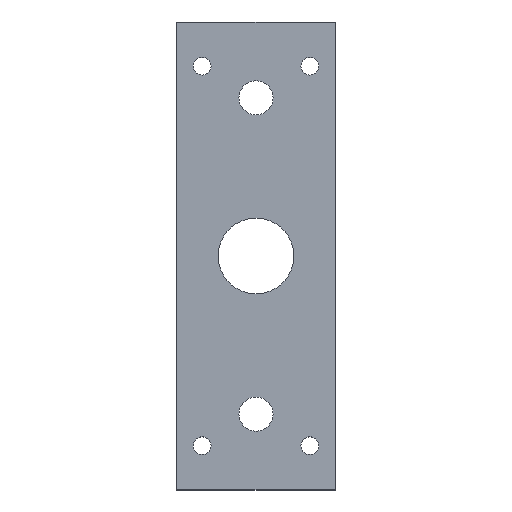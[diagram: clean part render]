
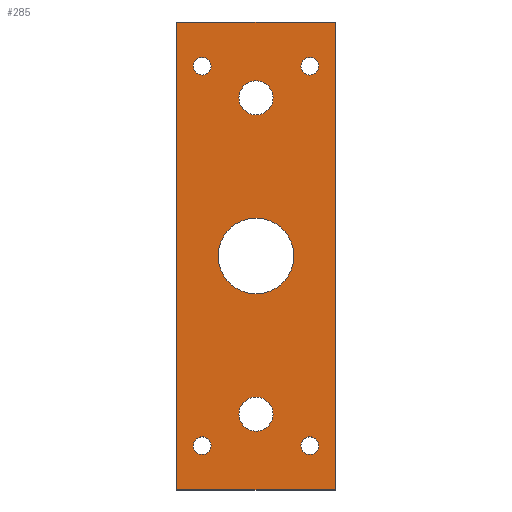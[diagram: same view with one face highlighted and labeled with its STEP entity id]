
A CAD part, top view. The second image highlights one B-rep face of the part: STEP entity #285.
In plain terms, the highlighted planar face has unit normal (0, 0, 1).
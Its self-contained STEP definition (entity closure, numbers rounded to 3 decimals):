
#34=FACE_BOUND('',#79,.T.);
#35=FACE_BOUND('',#80,.T.);
#36=FACE_BOUND('',#81,.T.);
#37=FACE_BOUND('',#82,.T.);
#38=FACE_BOUND('',#83,.T.);
#39=FACE_BOUND('',#84,.T.);
#40=FACE_BOUND('',#85,.T.);
#52=PLANE('',#332);
#65=FACE_OUTER_BOUND('',#78,.T.);
#78=EDGE_LOOP('',(#245,#246,#247,#248));
#79=EDGE_LOOP('',(#249));
#80=EDGE_LOOP('',(#250));
#81=EDGE_LOOP('',(#251));
#82=EDGE_LOOP('',(#252));
#83=EDGE_LOOP('',(#253));
#84=EDGE_LOOP('',(#254));
#85=EDGE_LOOP('',(#255));
#103=LINE('',#459,#122);
#106=LINE('',#465,#125);
#109=LINE('',#471,#128);
#112=LINE('',#475,#131);
#122=VECTOR('',#389,10.);
#125=VECTOR('',#394,10.);
#128=VECTOR('',#399,10.);
#131=VECTOR('',#404,10.);
#132=CIRCLE('',#308,6.);
#134=CIRCLE('',#311,2.7);
#136=CIRCLE('',#314,2.7);
#138=CIRCLE('',#317,1.4);
#140=CIRCLE('',#320,1.4);
#142=CIRCLE('',#323,1.4);
#144=CIRCLE('',#326,1.4);
#146=VERTEX_POINT('',#411);
#148=VERTEX_POINT('',#417);
#150=VERTEX_POINT('',#423);
#152=VERTEX_POINT('',#429);
#154=VERTEX_POINT('',#435);
#156=VERTEX_POINT('',#441);
#158=VERTEX_POINT('',#447);
#162=VERTEX_POINT('',#456);
#163=VERTEX_POINT('',#458);
#165=VERTEX_POINT('',#464);
#167=VERTEX_POINT('',#470);
#168=EDGE_CURVE('',#146,#146,#132,.T.);
#171=EDGE_CURVE('',#148,#148,#134,.T.);
#174=EDGE_CURVE('',#150,#150,#136,.T.);
#177=EDGE_CURVE('',#152,#152,#138,.T.);
#180=EDGE_CURVE('',#154,#154,#140,.T.);
#183=EDGE_CURVE('',#156,#156,#142,.T.);
#186=EDGE_CURVE('',#158,#158,#144,.T.);
#191=EDGE_CURVE('',#163,#162,#103,.T.);
#194=EDGE_CURVE('',#165,#163,#106,.T.);
#197=EDGE_CURVE('',#167,#165,#109,.T.);
#200=EDGE_CURVE('',#162,#167,#112,.T.);
#245=ORIENTED_EDGE('',*,*,#200,.T.);
#246=ORIENTED_EDGE('',*,*,#197,.T.);
#247=ORIENTED_EDGE('',*,*,#194,.T.);
#248=ORIENTED_EDGE('',*,*,#191,.T.);
#249=ORIENTED_EDGE('',*,*,#186,.T.);
#250=ORIENTED_EDGE('',*,*,#183,.T.);
#251=ORIENTED_EDGE('',*,*,#180,.T.);
#252=ORIENTED_EDGE('',*,*,#177,.T.);
#253=ORIENTED_EDGE('',*,*,#174,.T.);
#254=ORIENTED_EDGE('',*,*,#171,.T.);
#255=ORIENTED_EDGE('',*,*,#168,.T.);
#285=ADVANCED_FACE('',(#65,#34,#35,#36,#37,#38,#39,#40),#52,.T.);
#308=AXIS2_PLACEMENT_3D('',#412,#338,#339);
#311=AXIS2_PLACEMENT_3D('',#418,#345,#346);
#314=AXIS2_PLACEMENT_3D('',#424,#352,#353);
#317=AXIS2_PLACEMENT_3D('',#430,#359,#360);
#320=AXIS2_PLACEMENT_3D('',#436,#366,#367);
#323=AXIS2_PLACEMENT_3D('',#442,#373,#374);
#326=AXIS2_PLACEMENT_3D('',#448,#380,#381);
#332=AXIS2_PLACEMENT_3D('',#476,#405,#406);
#338=DIRECTION('center_axis',(0.,0.,-1.));
#339=DIRECTION('ref_axis',(-1.,0.,0.));
#345=DIRECTION('center_axis',(0.,0.,-1.));
#346=DIRECTION('ref_axis',(-1.,0.,0.));
#352=DIRECTION('center_axis',(0.,0.,-1.));
#353=DIRECTION('ref_axis',(-1.,0.,0.));
#359=DIRECTION('center_axis',(0.,0.,-1.));
#360=DIRECTION('ref_axis',(-1.,0.,0.));
#366=DIRECTION('center_axis',(0.,0.,-1.));
#367=DIRECTION('ref_axis',(-1.,0.,0.));
#373=DIRECTION('center_axis',(0.,0.,-1.));
#374=DIRECTION('ref_axis',(-1.,0.,0.));
#380=DIRECTION('center_axis',(0.,0.,-1.));
#381=DIRECTION('ref_axis',(-1.,0.,0.));
#389=DIRECTION('',(0.,1.,0.));
#394=DIRECTION('',(1.,0.,0.));
#399=DIRECTION('',(0.,-1.,0.));
#404=DIRECTION('',(-1.,0.,0.));
#405=DIRECTION('center_axis',(0.,0.,1.));
#406=DIRECTION('ref_axis',(1.,0.,0.));
#411=CARTESIAN_POINT('',(6.,0.,2.));
#412=CARTESIAN_POINT('Origin',(0.,0.,2.));
#417=CARTESIAN_POINT('',(2.7,25.,2.));
#418=CARTESIAN_POINT('Origin',(0.,25.,2.));
#423=CARTESIAN_POINT('',(2.7,-25.,2.));
#424=CARTESIAN_POINT('Origin',(0.,-25.,2.));
#429=CARTESIAN_POINT('',(9.9,30.,2.));
#430=CARTESIAN_POINT('Origin',(8.5,30.,2.));
#435=CARTESIAN_POINT('',(-7.1,30.,2.));
#436=CARTESIAN_POINT('Origin',(-8.5,30.,2.));
#441=CARTESIAN_POINT('',(-7.1,-30.,2.));
#442=CARTESIAN_POINT('Origin',(-8.5,-30.,2.));
#447=CARTESIAN_POINT('',(9.9,-30.,2.));
#448=CARTESIAN_POINT('Origin',(8.5,-30.,2.));
#456=CARTESIAN_POINT('',(12.5,37.,2.));
#458=CARTESIAN_POINT('',(12.5,-37.,2.));
#459=CARTESIAN_POINT('',(12.5,-37.,2.));
#464=CARTESIAN_POINT('',(-12.5,-37.,2.));
#465=CARTESIAN_POINT('',(-12.5,-37.,2.));
#470=CARTESIAN_POINT('',(-12.5,37.,2.));
#471=CARTESIAN_POINT('',(-12.5,37.,2.));
#475=CARTESIAN_POINT('',(12.5,37.,2.));
#476=CARTESIAN_POINT('Origin',(0.,0.,2.));
